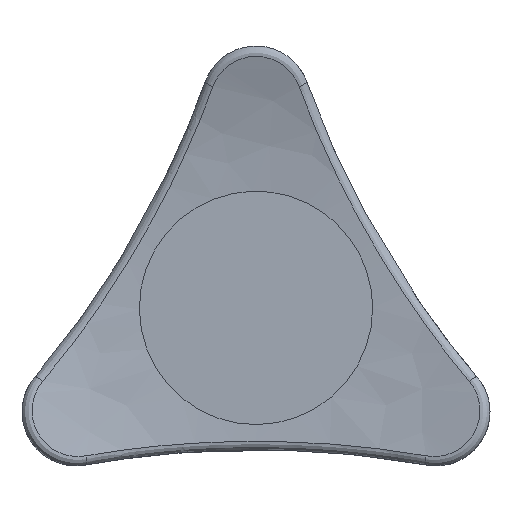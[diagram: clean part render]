
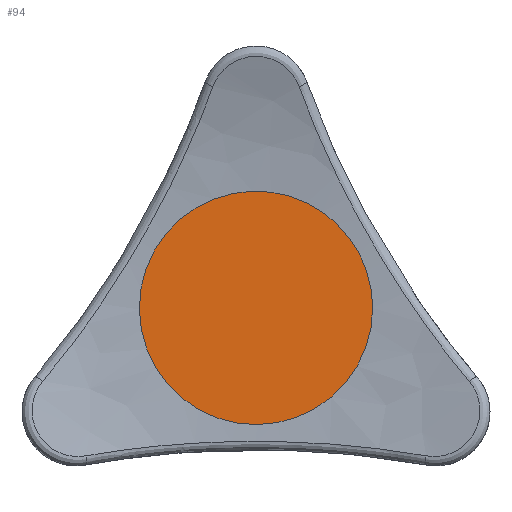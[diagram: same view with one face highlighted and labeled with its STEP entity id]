
A CAD part, top view. The second image highlights one B-rep face of the part: STEP entity #94.
In plain terms, the highlighted planar face has unit normal (0, 0, 1).
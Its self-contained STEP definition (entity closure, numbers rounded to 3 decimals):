
#94 = ADVANCED_FACE( '', ( #220 ), #221, .F. );
#220 = FACE_OUTER_BOUND( '', #1160, .T. );
#221 = PLANE( '', #1161 );
#1160 = EDGE_LOOP( '', ( #3393 ) );
#1161 = AXIS2_PLACEMENT_3D( '', #3394, #3395, #3396 );
#3393 = ORIENTED_EDGE( '', *, *, #3637, .T. );
#3394 = CARTESIAN_POINT( '', ( 0., 0., 20. ) );
#3395 = DIRECTION( '', ( 0., 0., -1. ) );
#3396 = DIRECTION( '', ( -1., 0., 0. ) );
#3637 = EDGE_CURVE( '', #3789, #3789, #3790, .T. );
#3789 = VERTEX_POINT( '', #4827 );
#3790 = CIRCLE( '', #4828, 7.575 );
#4827 = CARTESIAN_POINT( '', ( 7.575, 0., 20. ) );
#4828 = AXIS2_PLACEMENT_3D( '', #5561, #5562, #5563 );
#5561 = CARTESIAN_POINT( '', ( 0., 0., 20. ) );
#5562 = DIRECTION( '', ( 0., 0., 1. ) );
#5563 = DIRECTION( '', ( 1., 0., 0. ) );
